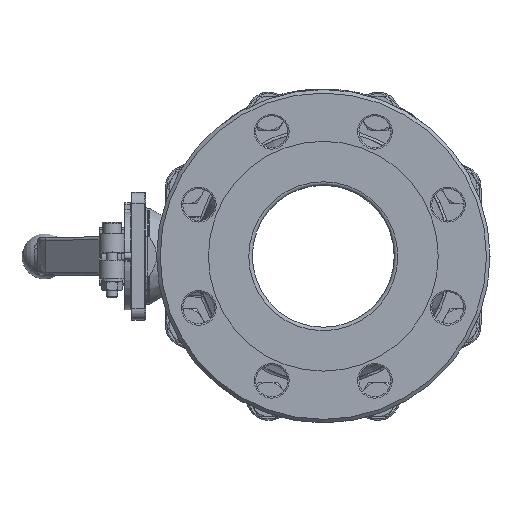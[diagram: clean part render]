
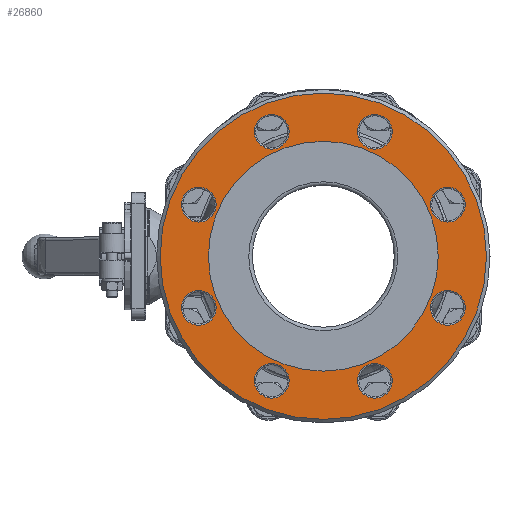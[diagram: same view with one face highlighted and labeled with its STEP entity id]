
A CAD part, left-side view. The second image highlights one B-rep face of the part: STEP entity #26860.
In plain terms, the highlighted planar face has unit normal (-1, 0, 0).
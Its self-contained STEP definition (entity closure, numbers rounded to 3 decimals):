
#696 = ORIENTED_EDGE ( 'NONE', *, *, #15484, .T. ) ;
#1603 = DIRECTION ( 'NONE',  ( 0., 0., 1. ) ) ;
#4031 = EDGE_CURVE ( 'NONE', #36776, #36776, #6002, .T. ) ;
#4073 = CARTESIAN_POINT ( 'NONE',  ( 2., -87.769, -36.355 ) ) ;
#4106 = CIRCLE ( 'NONE', #12777, 12.25 ) ;
#4457 = CARTESIAN_POINT ( 'NONE',  ( 2., 36.355, -87.769 ) ) ;
#5541 = CIRCLE ( 'NONE', #20756, 12.25 ) ;
#5747 = DIRECTION ( 'NONE',  ( 1., 0., 0. ) ) ;
#5984 = EDGE_CURVE ( 'NONE', #37106, #37106, #15772, .T. ) ;
#6002 = CIRCLE ( 'NONE', #49448, 12.25 ) ;
#6121 = ORIENTED_EDGE ( 'NONE', *, *, #18293, .T. ) ;
#6230 = CARTESIAN_POINT ( 'NONE',  ( 2., -87.769, 36.355 ) ) ;
#6740 = EDGE_CURVE ( 'NONE', #53677, #53677, #40350, .T. ) ;
#7141 = FACE_BOUND ( 'NONE', #42652, .T. ) ;
#7237 = DIRECTION ( 'NONE',  ( 1., 0., 0. ) ) ;
#8008 = ORIENTED_EDGE ( 'NONE', *, *, #14421, .T. ) ;
#8056 = DIRECTION ( 'NONE',  ( 1., 0., 0. ) ) ;
#9444 = ORIENTED_EDGE ( 'NONE', *, *, #6740, .T. ) ;
#11525 = CARTESIAN_POINT ( 'NONE',  ( 2., 87.769, -24.105 ) ) ;
#12777 = AXIS2_PLACEMENT_3D ( 'NONE', #22020, #5747, #1603 ) ;
#13202 = CARTESIAN_POINT ( 'NONE',  ( 2., -36.355, -75.519 ) ) ;
#13213 = DIRECTION ( 'NONE',  ( 0., 0., 1. ) ) ;
#13554 = DIRECTION ( 'NONE',  ( -1., 0., 0. ) ) ;
#14257 = DIRECTION ( 'NONE',  ( 1., 0., 0. ) ) ;
#14421 = EDGE_CURVE ( 'NONE', #64572, #64572, #4106, .T. ) ;
#14647 = CIRCLE ( 'NONE', #15780, 12.25 ) ;
#15484 = EDGE_CURVE ( 'NONE', #17982, #17982, #58142, .T. ) ;
#15561 = EDGE_CURVE ( 'NONE', #65594, #65594, #66865, .T. ) ;
#15772 = CIRCLE ( 'NONE', #63537, 12.25 ) ;
#15780 = AXIS2_PLACEMENT_3D ( 'NONE', #61881, #30978, #36768 ) ;
#16528 = EDGE_LOOP ( 'NONE', ( #6121 ) ) ;
#16612 = EDGE_CURVE ( 'NONE', #44184, #44184, #14647, .T. ) ;
#16971 = FACE_OUTER_BOUND ( 'NONE', #17438, .T. ) ;
#17438 = EDGE_LOOP ( 'NONE', ( #41809 ) ) ;
#17982 = VERTEX_POINT ( 'NONE', #38765 ) ;
#17998 = AXIS2_PLACEMENT_3D ( 'NONE', #4073, #14257, #66654 ) ;
#18293 = EDGE_CURVE ( 'NONE', #44509, #44509, #42939, .T. ) ;
#18643 = VERTEX_POINT ( 'NONE', #39423 ) ;
#18729 = EDGE_CURVE ( 'NONE', #18643, #18643, #5541, .T. ) ;
#18972 = CARTESIAN_POINT ( 'NONE',  ( 2., 115., 0. ) ) ;
#18980 = FACE_BOUND ( 'NONE', #16528, .T. ) ;
#20414 = DIRECTION ( 'NONE',  ( 0., 0., 1. ) ) ;
#20756 = AXIS2_PLACEMENT_3D ( 'NONE', #6230, #26648, #22183 ) ;
#22020 = CARTESIAN_POINT ( 'NONE',  ( 2., 87.769, 36.355 ) ) ;
#22183 = DIRECTION ( 'NONE',  ( 0., 0., 1. ) ) ;
#22656 = CARTESIAN_POINT ( 'NONE',  ( 2., 0., 0. ) ) ;
#23422 = CARTESIAN_POINT ( 'NONE',  ( 2., 36.355, -75.519 ) ) ;
#24198 = CARTESIAN_POINT ( 'NONE',  ( 2., -36.355, 87.769 ) ) ;
#24422 = VERTEX_POINT ( 'NONE', #29885 ) ;
#24763 = EDGE_LOOP ( 'NONE', ( #49788 ) ) ;
#25395 = AXIS2_PLACEMENT_3D ( 'NONE', #39431, #13554, #13213 ) ;
#26648 = DIRECTION ( 'NONE',  ( 1., 0., 0. ) ) ;
#26860 = ADVANCED_FACE ( 'NONE', ( #16971, #62908, #37763, #53684, #7141, #43509, #18980, #48940, #28196, #49622 ), #39769, .T. ) ;
#27165 = CARTESIAN_POINT ( 'NONE',  ( 2., 36.355, 100.019 ) ) ;
#28196 = FACE_BOUND ( 'NONE', #50952, .T. ) ;
#29885 = CARTESIAN_POINT ( 'NONE',  ( 2., 81., 0. ) ) ;
#30607 = CARTESIAN_POINT ( 'NONE',  ( 2., 0., 0. ) ) ;
#30788 = DIRECTION ( 'NONE',  ( 0., 0., 1. ) ) ;
#30978 = DIRECTION ( 'NONE',  ( 1., 0., 0. ) ) ;
#31857 = ORIENTED_EDGE ( 'NONE', *, *, #18729, .T. ) ;
#34407 = EDGE_CURVE ( 'NONE', #24422, #24422, #35881, .T. ) ;
#34713 = DIRECTION ( 'NONE',  ( 1., 0., 0. ) ) ;
#35516 = ORIENTED_EDGE ( 'NONE', *, *, #34407, .T. ) ;
#35881 = CIRCLE ( 'NONE', #55369, 81. ) ;
#36768 = DIRECTION ( 'NONE',  ( 0., 0., 1. ) ) ;
#36776 = VERTEX_POINT ( 'NONE', #11525 ) ;
#37106 = VERTEX_POINT ( 'NONE', #27165 ) ;
#37763 = FACE_BOUND ( 'NONE', #67015, .T. ) ;
#38200 = DIRECTION ( 'NONE',  ( 0., 0., 1. ) ) ;
#38765 = CARTESIAN_POINT ( 'NONE',  ( 2., -87.769, -24.105 ) ) ;
#39423 = CARTESIAN_POINT ( 'NONE',  ( 2., -87.769, 48.605 ) ) ;
#39431 = CARTESIAN_POINT ( 'NONE',  ( 2., 98., 0. ) ) ;
#39685 = DIRECTION ( 'NONE',  ( 0., 1., 0. ) ) ;
#39769 = PLANE ( 'NONE',  #25395 ) ;
#40350 = CIRCLE ( 'NONE', #42537, 12.25 ) ;
#40989 = DIRECTION ( 'NONE',  ( 1., 0., 0. ) ) ;
#41809 = ORIENTED_EDGE ( 'NONE', *, *, #15561, .F. ) ;
#42537 = AXIS2_PLACEMENT_3D ( 'NONE', #24198, #44628, #66716 ) ;
#42652 = EDGE_LOOP ( 'NONE', ( #696 ) ) ;
#42939 = CIRCLE ( 'NONE', #45126, 12.25 ) ;
#43509 = FACE_BOUND ( 'NONE', #52046, .T. ) ;
#44184 = VERTEX_POINT ( 'NONE', #13202 ) ;
#44509 = VERTEX_POINT ( 'NONE', #23422 ) ;
#44628 = DIRECTION ( 'NONE',  ( 1., 0., 0. ) ) ;
#44852 = CARTESIAN_POINT ( 'NONE',  ( 2., 87.769, 48.605 ) ) ;
#45126 = AXIS2_PLACEMENT_3D ( 'NONE', #4457, #46296, #20414 ) ;
#46296 = DIRECTION ( 'NONE',  ( 1., 0., 0. ) ) ;
#48028 = CARTESIAN_POINT ( 'NONE',  ( 2., 36.355, 87.769 ) ) ;
#48940 = FACE_BOUND ( 'NONE', #54828, .T. ) ;
#49448 = AXIS2_PLACEMENT_3D ( 'NONE', #51511, #40989, #30788 ) ;
#49622 = FACE_BOUND ( 'NONE', #53016, .T. ) ;
#49788 = ORIENTED_EDGE ( 'NONE', *, *, #5984, .T. ) ;
#50952 = EDGE_LOOP ( 'NONE', ( #8008 ) ) ;
#51511 = CARTESIAN_POINT ( 'NONE',  ( 2., 87.769, -36.355 ) ) ;
#52046 = EDGE_LOOP ( 'NONE', ( #59277 ) ) ;
#52141 = ORIENTED_EDGE ( 'NONE', *, *, #4031, .T. ) ;
#53016 = EDGE_LOOP ( 'NONE', ( #35516 ) ) ;
#53677 = VERTEX_POINT ( 'NONE', #57804 ) ;
#53684 = FACE_BOUND ( 'NONE', #60745, .T. ) ;
#54828 = EDGE_LOOP ( 'NONE', ( #52141 ) ) ;
#55369 = AXIS2_PLACEMENT_3D ( 'NONE', #22656, #8056, #39685 ) ;
#57804 = CARTESIAN_POINT ( 'NONE',  ( 2., -36.355, 100.019 ) ) ;
#58142 = CIRCLE ( 'NONE', #17998, 12.25 ) ;
#59277 = ORIENTED_EDGE ( 'NONE', *, *, #16612, .T. ) ;
#60343 = AXIS2_PLACEMENT_3D ( 'NONE', #30607, #34713, #65301 ) ;
#60745 = EDGE_LOOP ( 'NONE', ( #31857 ) ) ;
#61881 = CARTESIAN_POINT ( 'NONE',  ( 2., -36.355, -87.769 ) ) ;
#62908 = FACE_BOUND ( 'NONE', #24763, .T. ) ;
#63537 = AXIS2_PLACEMENT_3D ( 'NONE', #48028, #7237, #38200 ) ;
#64572 = VERTEX_POINT ( 'NONE', #44852 ) ;
#65301 = DIRECTION ( 'NONE',  ( 0., 1., 0. ) ) ;
#65594 = VERTEX_POINT ( 'NONE', #18972 ) ;
#66654 = DIRECTION ( 'NONE',  ( 0., 0., 1. ) ) ;
#66716 = DIRECTION ( 'NONE',  ( 0., 0., 1. ) ) ;
#66865 = CIRCLE ( 'NONE', #60343, 115. ) ;
#67015 = EDGE_LOOP ( 'NONE', ( #9444 ) ) ;
